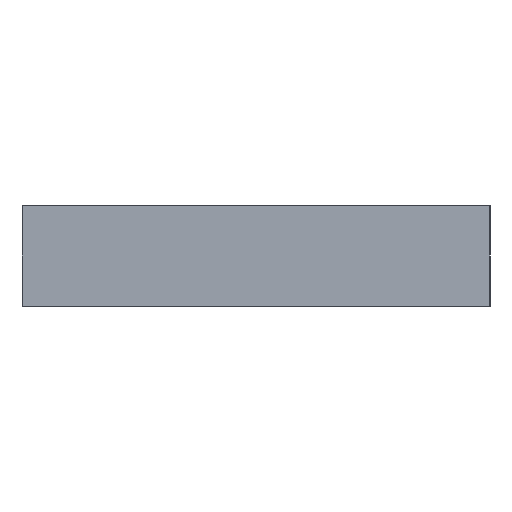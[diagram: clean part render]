
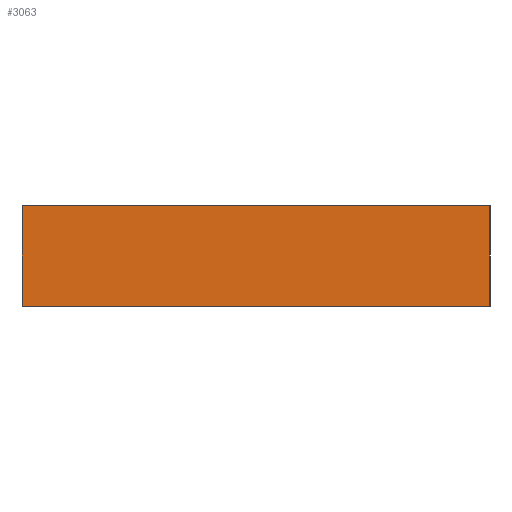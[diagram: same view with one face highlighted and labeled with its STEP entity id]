
A CAD part, left-side view. The second image highlights one B-rep face of the part: STEP entity #3063.
In plain terms, the highlighted planar face has unit normal (-1, 0, 0).
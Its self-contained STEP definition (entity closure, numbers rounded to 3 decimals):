
#42=DIRECTION('',(0.,-1.,0.));
#43=VECTOR('',#42,7.);
#44=CARTESIAN_POINT('',(-6.,3.5,0.));
#45=LINE('',#44,#43);
#735=DIRECTION('',(0.,0.,1.));
#736=VECTOR('',#735,1.5);
#737=CARTESIAN_POINT('',(-6.,-3.5,-1.5));
#738=LINE('',#737,#736);
#742=DIRECTION('',(0.,-1.,0.));
#743=VECTOR('',#742,7.);
#744=CARTESIAN_POINT('',(-6.,3.5,-1.5));
#745=LINE('',#744,#743);
#749=DIRECTION('',(0.,0.,1.));
#750=VECTOR('',#749,1.5);
#751=CARTESIAN_POINT('',(-6.,3.5,-1.5));
#752=LINE('',#751,#750);
#2296=CARTESIAN_POINT('',(-6.,-3.5,0.));
#2298=VERTEX_POINT('',#2296);
#2300=CARTESIAN_POINT('',(-6.,3.5,0.));
#2301=VERTEX_POINT('',#2300);
#2518=CARTESIAN_POINT('',(-6.,3.5,-1.5));
#2519=VERTEX_POINT('',#2518);
#2520=CARTESIAN_POINT('',(-6.,-3.5,-1.5));
#2521=VERTEX_POINT('',#2520);
#3050=CARTESIAN_POINT('',(-6.,-3.5,0.));
#3051=DIRECTION('',(1.,0.,0.));
#3052=DIRECTION('',(0.,-1.,0.));
#3053=AXIS2_PLACEMENT_3D('',#3050,#3051,#3052);
#3054=PLANE('',#3053);
#3056=ORIENTED_EDGE('',*,*,#3055,.T.);
#3057=ORIENTED_EDGE('',*,*,#2741,.T.);
#3058=ORIENTED_EDGE('',*,*,#3034,.F.);
#3060=ORIENTED_EDGE('',*,*,#3059,.F.);
#3061=EDGE_LOOP('',(#3056,#3057,#3058,#3060));
#3062=FACE_OUTER_BOUND('',#3061,.F.);
#2741=EDGE_CURVE('',#2301,#2298,#45,.T.);
#3034=EDGE_CURVE('',#2521,#2298,#738,.T.);
#3055=EDGE_CURVE('',#2519,#2301,#752,.T.);
#3059=EDGE_CURVE('',#2519,#2521,#745,.T.);
#3063=ADVANCED_FACE('',(#3062),#3054,.F.);
